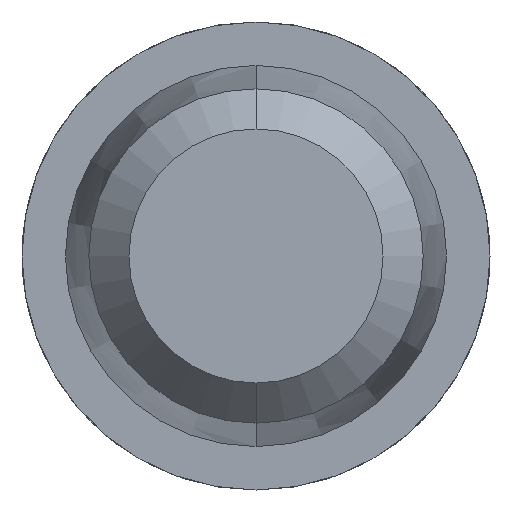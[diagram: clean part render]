
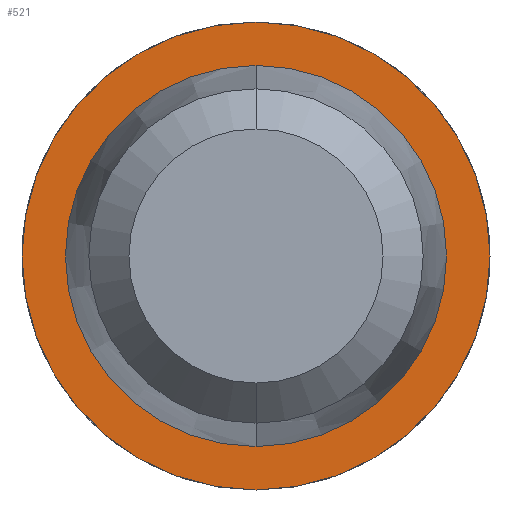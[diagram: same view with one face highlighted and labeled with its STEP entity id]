
A CAD part, front view. The second image highlights one B-rep face of the part: STEP entity #521.
In plain terms, the highlighted planar face has unit normal (0, -1, 0).
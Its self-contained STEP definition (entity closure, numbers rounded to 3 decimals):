
#31 = CARTESIAN_POINT ( 'NONE',  ( 0., 26., -0.7 ) ) ;
#53 = ORIENTED_EDGE ( 'NONE', *, *, #2718, .F. ) ;
#132 = CIRCLE ( 'NONE', #3163, 0.7 ) ;
#134 = CARTESIAN_POINT ( 'NONE',  ( 0., 26., 0. ) ) ;
#216 = VERTEX_POINT ( 'NONE', #2075 ) ;
#446 = EDGE_LOOP ( 'NONE', ( #1867, #3412 ) ) ;
#521 = ADVANCED_FACE ( 'Defeature ausgef�hrt3_21', ( #5095, #3816 ), #3685, .T. ) ;
#875 = EDGE_CURVE ( 'Defeature ausgef�hrt3_21+Defeature ausgef�hrt3_20+Defeature ausgef�hrt3_20+Defeature ausgef�hrt3_20', #3748, #1877, #3605, .T. ) ;
#1123 = CARTESIAN_POINT ( 'NONE',  ( 0.57, 26., 0. ) ) ;
#1247 = DIRECTION ( 'NONE',  ( 0., -1., 0. ) ) ;
#1336 = DIRECTION ( 'NONE',  ( 0., 0., -1. ) ) ;
#1437 = AXIS2_PLACEMENT_3D ( 'NONE', #3810, #1247, #2142 ) ;
#1550 = DIRECTION ( 'NONE',  ( 0., 0., -1. ) ) ;
#1620 = AXIS2_PLACEMENT_3D ( 'NONE', #1123, #2450, #1550 ) ;
#1722 = DIRECTION ( 'NONE',  ( 0., -1., 0. ) ) ;
#1867 = ORIENTED_EDGE ( 'NONE', *, *, #2111, .T. ) ;
#1877 = VERTEX_POINT ( 'NONE', #31 ) ;
#2013 = AXIS2_PLACEMENT_3D ( 'NONE', #2178, #1722, #2625 ) ;
#2075 = CARTESIAN_POINT ( 'NONE',  ( 0., 26., 0.57 ) ) ;
#2111 = EDGE_CURVE ( 'Defeature ausgef�hrt3_21+Defeature ausgef�hrt3_20+Defeature ausgef�hrt3_20+Defeature ausgef�hrt3_20', #1877, #3748, #132, .T. ) ;
#2142 = DIRECTION ( 'NONE',  ( 0., 0., -1. ) ) ;
#2178 = CARTESIAN_POINT ( 'NONE',  ( 0., 26., 0. ) ) ;
#2263 = DIRECTION ( 'NONE',  ( 0., -1., 0. ) ) ;
#2361 = ORIENTED_EDGE ( 'NONE', *, *, #2879, .F. ) ;
#2450 = DIRECTION ( 'NONE',  ( 0., -1., 0. ) ) ;
#2454 = CARTESIAN_POINT ( 'NONE',  ( 0., 26., -0.57 ) ) ;
#2625 = DIRECTION ( 'NONE',  ( 0., 0., -1. ) ) ;
#2700 = CARTESIAN_POINT ( 'NONE',  ( 0., 26., 0.7 ) ) ;
#2718 = EDGE_CURVE ( 'Defeature ausgef�hrt3_22+Defeature ausgef�hrt3_21+Defeature ausgef�hrt3_21+Defeature ausgef�hrt3_21', #3326, #216, #2935, .T. ) ;
#2879 = EDGE_CURVE ( 'Defeature ausgef�hrt3_22+Defeature ausgef�hrt3_21+Defeature ausgef�hrt3_21+Defeature ausgef�hrt3_21', #216, #3326, #4068, .T. ) ;
#2935 = CIRCLE ( 'NONE', #1437, 0.57 ) ;
#3063 = CARTESIAN_POINT ( 'NONE',  ( 0., 26., 0. ) ) ;
#3123 = AXIS2_PLACEMENT_3D ( 'NONE', #3063, #2263, #1336 ) ;
#3163 = AXIS2_PLACEMENT_3D ( 'NONE', #134, #5316, #4457 ) ;
#3326 = VERTEX_POINT ( 'NONE', #2454 ) ;
#3412 = ORIENTED_EDGE ( 'NONE', *, *, #875, .T. ) ;
#3605 = CIRCLE ( 'NONE', #3123, 0.7 ) ;
#3685 = PLANE ( 'NONE',  #1620 ) ;
#3748 = VERTEX_POINT ( 'NONE', #2700 ) ;
#3810 = CARTESIAN_POINT ( 'NONE',  ( 0., 26., 0. ) ) ;
#3816 = FACE_BOUND ( 'NONE', #3890, .T. ) ;
#3890 = EDGE_LOOP ( 'NONE', ( #2361, #53 ) ) ;
#4068 = CIRCLE ( 'NONE', #2013, 0.57 ) ;
#4457 = DIRECTION ( 'NONE',  ( 0., 0., -1. ) ) ;
#5095 = FACE_OUTER_BOUND ( 'NONE', #446, .T. ) ;
#5316 = DIRECTION ( 'NONE',  ( 0., -1., 0. ) ) ;
